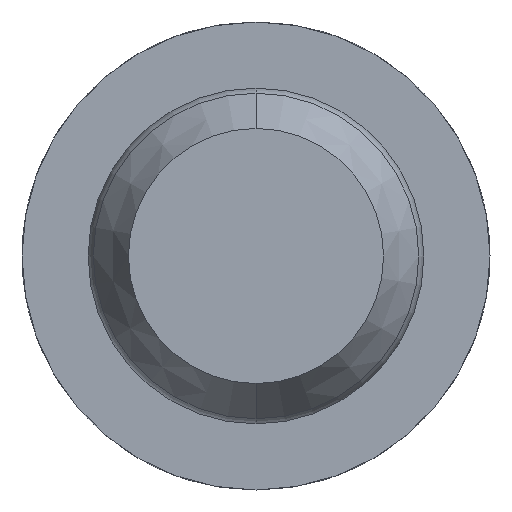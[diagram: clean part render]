
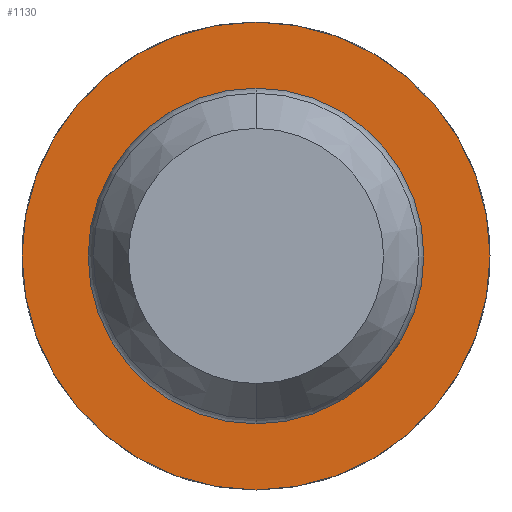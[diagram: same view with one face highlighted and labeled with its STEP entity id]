
A CAD part, front view. The second image highlights one B-rep face of the part: STEP entity #1130.
In plain terms, the highlighted planar face has unit normal (0, -1, 0).
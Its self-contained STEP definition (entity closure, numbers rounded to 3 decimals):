
#1 = DIRECTION ( 'NONE',  ( 0., 1., 0. ) ) ;
#38 = ORIENTED_EDGE ( 'NONE', *, *, #2194, .F. ) ;
#128 = CARTESIAN_POINT ( 'NONE',  ( 0., -10.5, 0. ) ) ;
#175 = EDGE_LOOP ( 'NONE', ( #38, #3692 ) ) ;
#260 = AXIS2_PLACEMENT_3D ( 'NONE', #1614, #1372, #458 ) ;
#286 = CARTESIAN_POINT ( 'NONE',  ( 0., -10.5, 0. ) ) ;
#321 = CARTESIAN_POINT ( 'NONE',  ( 0., -10.5, 0.825 ) ) ;
#345 = CIRCLE ( 'NONE', #2442, 1.15 ) ;
#458 = DIRECTION ( 'NONE',  ( 0., 0., 1. ) ) ;
#536 = CIRCLE ( 'NONE', #633, 1.15 ) ;
#633 = AXIS2_PLACEMENT_3D ( 'NONE', #1167, #1694, #1444 ) ;
#636 = CARTESIAN_POINT ( 'NONE',  ( 0., -10.5, 0. ) ) ;
#756 = ORIENTED_EDGE ( 'NONE', *, *, #1784, .T. ) ;
#902 = CIRCLE ( 'NONE', #2145, 0.825 ) ;
#905 = FACE_BOUND ( 'NONE', #1826, .T. ) ;
#1074 = CARTESIAN_POINT ( 'NONE',  ( 0., -10.5, -1.15 ) ) ;
#1130 = ADVANCED_FACE ( 'Defeature ausgef�hrt3_4', ( #2446, #905 ), #3373, .F. ) ;
#1167 = CARTESIAN_POINT ( 'NONE',  ( 0., -10.5, 0. ) ) ;
#1372 = DIRECTION ( 'NONE',  ( 0., 1., 0. ) ) ;
#1444 = DIRECTION ( 'NONE',  ( 0., 0., 1. ) ) ;
#1487 = AXIS2_PLACEMENT_3D ( 'NONE', #636, #2673, #1519 ) ;
#1519 = DIRECTION ( 'NONE',  ( 0., 0., 1. ) ) ;
#1574 = CARTESIAN_POINT ( 'NONE',  ( 0., -10.5, 1.15 ) ) ;
#1614 = CARTESIAN_POINT ( 'NONE',  ( 1.15, -10.5, 0. ) ) ;
#1628 = EDGE_CURVE ( 'Defeature ausgef�hrt3_4+Defeature ausgef�hrt3_5+Defeature ausgef�hrt3_5+Defeature ausgef�hrt3_5', #3233, #3534, #902, .T. ) ;
#1694 = DIRECTION ( 'NONE',  ( 0., 1., 0. ) ) ;
#1768 = CIRCLE ( 'NONE', #1487, 0.825 ) ;
#1784 = EDGE_CURVE ( 'Defeature ausgef�hrt3_4+Defeature ausgef�hrt3_5+Defeature ausgef�hrt3_5+Defeature ausgef�hrt3_5', #3534, #3233, #1768, .T. ) ;
#1826 = EDGE_LOOP ( 'NONE', ( #756, #3769 ) ) ;
#1861 = DIRECTION ( 'NONE',  ( 0., 1., 0. ) ) ;
#2058 = DIRECTION ( 'NONE',  ( 0., 0., 1. ) ) ;
#2145 = AXIS2_PLACEMENT_3D ( 'NONE', #286, #1, #2058 ) ;
#2169 = DIRECTION ( 'NONE',  ( 0., 0., 1. ) ) ;
#2194 = EDGE_CURVE ( 'Defeature ausgef�hrt3_3+Defeature ausgef�hrt3_4+Defeature ausgef�hrt3_4+Defeature ausgef�hrt3_4', #3780, #3813, #536, .T. ) ;
#2442 = AXIS2_PLACEMENT_3D ( 'NONE', #128, #1861, #2169 ) ;
#2446 = FACE_OUTER_BOUND ( 'NONE', #175, .T. ) ;
#2667 = EDGE_CURVE ( 'Defeature ausgef�hrt3_3+Defeature ausgef�hrt3_4+Defeature ausgef�hrt3_4+Defeature ausgef�hrt3_4', #3813, #3780, #345, .T. ) ;
#2673 = DIRECTION ( 'NONE',  ( 0., 1., 0. ) ) ;
#2954 = CARTESIAN_POINT ( 'NONE',  ( 0., -10.5, -0.825 ) ) ;
#3233 = VERTEX_POINT ( 'NONE', #2954 ) ;
#3373 = PLANE ( 'NONE',  #260 ) ;
#3534 = VERTEX_POINT ( 'NONE', #321 ) ;
#3692 = ORIENTED_EDGE ( 'NONE', *, *, #2667, .F. ) ;
#3769 = ORIENTED_EDGE ( 'NONE', *, *, #1628, .T. ) ;
#3780 = VERTEX_POINT ( 'NONE', #1574 ) ;
#3813 = VERTEX_POINT ( 'NONE', #1074 ) ;
